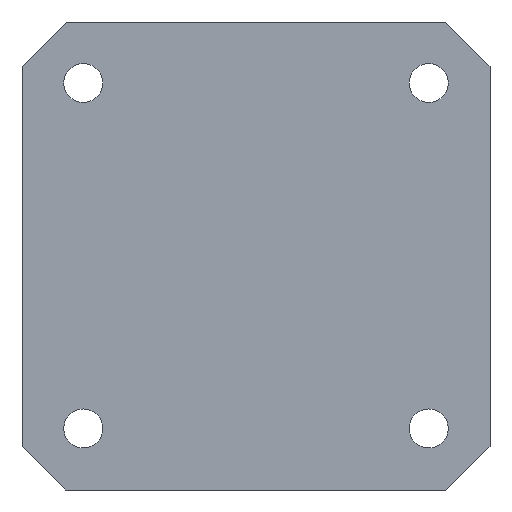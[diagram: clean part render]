
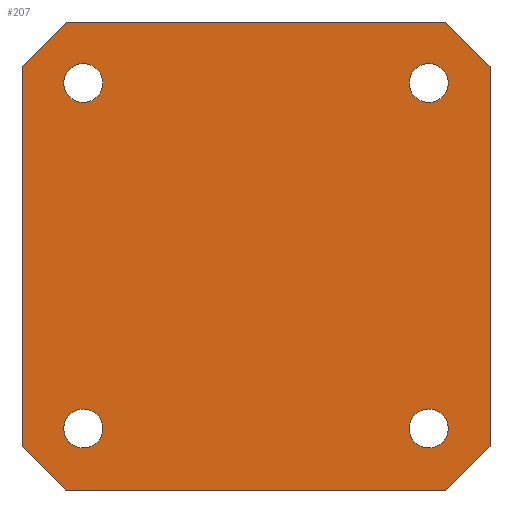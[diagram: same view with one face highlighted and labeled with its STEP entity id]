
A CAD part, front view. The second image highlights one B-rep face of the part: STEP entity #207.
In plain terms, the highlighted planar face has unit normal (0, -1, 0).
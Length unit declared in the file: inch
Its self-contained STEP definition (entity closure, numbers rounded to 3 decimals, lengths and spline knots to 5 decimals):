
#1 = DIRECTION ( 'NONE',  ( 0., 1., 0. ) ) ;
#2 = DIRECTION ( 'NONE',  ( 0.707, 0., -0.707 ) ) ;
#6 = DIRECTION ( 'NONE',  ( 0., 1., 0. ) ) ;
#13 = CARTESIAN_POINT ( 'NONE',  ( 0.21654, 0., -0.21573 ) ) ;
#15 = DIRECTION ( 'NONE',  ( 1., 0., 0. ) ) ;
#17 = EDGE_CURVE ( 'NONE', #232, #126, #193, .T. ) ;
#19 = EDGE_CURVE ( 'NONE', #601, #83, #426, .T. ) ;
#22 = FACE_OUTER_BOUND ( 'NONE', #516, .T. ) ;
#25 = CARTESIAN_POINT ( 'NONE',  ( 0.21654, 0., -0.28462 ) ) ;
#27 = VERTEX_POINT ( 'NONE', #482 ) ;
#32 = ORIENTED_EDGE ( 'NONE', *, *, #42, .T. ) ;
#33 = AXIS2_PLACEMENT_3D ( 'NONE', #13, #532, #386 ) ;
#35 = ORIENTED_EDGE ( 'NONE', *, *, #605, .F. ) ;
#42 = EDGE_CURVE ( 'NONE', #364, #76, #503, .T. ) ;
#49 = CARTESIAN_POINT ( 'NONE',  ( 1.43701, 0., -0.21573 ) ) ;
#52 = CIRCLE ( 'NONE', #116, 0.0689 ) ;
#53 = LINE ( 'NONE', #391, #256 ) ;
#61 = DIRECTION ( 'NONE',  ( 0., 1., 0. ) ) ;
#71 = DIRECTION ( 'NONE',  ( 0., 1., 0. ) ) ;
#72 = FACE_BOUND ( 'NONE', #613, .T. ) ;
#75 = LINE ( 'NONE', #277, #92 ) ;
#76 = VERTEX_POINT ( 'NONE', #143 ) ;
#83 = VERTEX_POINT ( 'NONE', #530 ) ;
#88 = CARTESIAN_POINT ( 'NONE',  ( 0.21654, 0., -1.4362 ) ) ;
#92 = VECTOR ( 'NONE', #313, 39.37008 ) ;
#93 = CARTESIAN_POINT ( 'NONE',  ( 0.74899, 0., 0.74899 ) ) ;
#97 = DIRECTION ( 'NONE',  ( 0.708, 0., 0.706 ) ) ;
#101 = AXIS2_PLACEMENT_3D ( 'NONE', #49, #6, #547 ) ;
#107 = CIRCLE ( 'NONE', #539, 0.0689 ) ;
#116 = AXIS2_PLACEMENT_3D ( 'NONE', #535, #61, #346 ) ;
#117 = VERTEX_POINT ( 'NONE', #379 ) ;
#121 = AXIS2_PLACEMENT_3D ( 'NONE', #88, #283, #141 ) ;
#123 = CARTESIAN_POINT ( 'NONE',  ( 0., 0., 0. ) ) ;
#126 = VERTEX_POINT ( 'NONE', #533 ) ;
#139 = VECTOR ( 'NONE', #553, 39.37008 ) ;
#141 = DIRECTION ( 'NONE',  ( 0., 0., 1. ) ) ;
#143 = CARTESIAN_POINT ( 'NONE',  ( 1.43701, 0., -1.3673 ) ) ;
#147 = CARTESIAN_POINT ( 'NONE',  ( 0., 0., -0.15556 ) ) ;
#150 = LINE ( 'NONE', #213, #231 ) ;
#159 = VERTEX_POINT ( 'NONE', #555 ) ;
#163 = ORIENTED_EDGE ( 'NONE', *, *, #479, .T. ) ;
#166 = CIRCLE ( 'NONE', #33, 0.0689 ) ;
#173 = CARTESIAN_POINT ( 'NONE',  ( 0., 0., 0. ) ) ;
#183 = VECTOR ( 'NONE', #2, 39.37008 ) ;
#189 = CARTESIAN_POINT ( 'NONE',  ( 1.43701, 0., -1.4362 ) ) ;
#193 = CIRCLE ( 'NONE', #101, 0.0689 ) ;
#200 = EDGE_CURVE ( 'NONE', #83, #257, #75, .T. ) ;
#202 = CARTESIAN_POINT ( 'NONE',  ( 1.49777, 0., -1.65354 ) ) ;
#207 = ADVANCED_FACE ( 'NONE', ( #448, #72, #319, #455, #22 ), #270, .F. ) ;
#213 = CARTESIAN_POINT ( 'NONE',  ( -0.74802, 0., -0.73256 ) ) ;
#214 = DIRECTION ( 'NONE',  ( 0.707, 0., 0.707 ) ) ;
#217 = AXIS2_PLACEMENT_3D ( 'NONE', #189, #290, #248 ) ;
#221 = DIRECTION ( 'NONE',  ( 0., 1., 0. ) ) ;
#227 = EDGE_LOOP ( 'NONE', ( #375, #32 ) ) ;
#231 = VECTOR ( 'NONE', #338, 39.37008 ) ;
#232 = VERTEX_POINT ( 'NONE', #365 ) ;
#239 = ORIENTED_EDGE ( 'NONE', *, *, #266, .T. ) ;
#247 = CARTESIAN_POINT ( 'NONE',  ( 0.07778, 0., -0.07778 ) ) ;
#248 = DIRECTION ( 'NONE',  ( 0., 0., 1. ) ) ;
#256 = VECTOR ( 'NONE', #15, 39.37008 ) ;
#257 = VERTEX_POINT ( 'NONE', #326 ) ;
#259 = DIRECTION ( 'NONE',  ( 0., 1., 0. ) ) ;
#260 = ORIENTED_EDGE ( 'NONE', *, *, #615, .T. ) ;
#266 = EDGE_CURVE ( 'NONE', #117, #159, #572, .T. ) ;
#270 = PLANE ( 'NONE',  #279 ) ;
#274 = DIRECTION ( 'NONE',  ( 0., 0., -1. ) ) ;
#277 = CARTESIAN_POINT ( 'NONE',  ( 1.65354, 0., 0. ) ) ;
#278 = VERTEX_POINT ( 'NONE', #376 ) ;
#279 = AXIS2_PLACEMENT_3D ( 'NONE', #123, #221, #403 ) ;
#282 = ORIENTED_EDGE ( 'NONE', *, *, #17, .T. ) ;
#283 = DIRECTION ( 'NONE',  ( 0., 1., 0. ) ) ;
#290 = DIRECTION ( 'NONE',  ( 0., 1., 0. ) ) ;
#298 = CARTESIAN_POINT ( 'NONE',  ( 1.43701, 0., -1.5051 ) ) ;
#299 = LINE ( 'NONE', #247, #442 ) ;
#305 = VERTEX_POINT ( 'NONE', #147 ) ;
#309 = EDGE_CURVE ( 'NONE', #76, #364, #518, .T. ) ;
#313 = DIRECTION ( 'NONE',  ( 0., 0., -1. ) ) ;
#315 = VERTEX_POINT ( 'NONE', #477 ) ;
#318 = ORIENTED_EDGE ( 'NONE', *, *, #587, .T. ) ;
#319 = FACE_BOUND ( 'NONE', #227, .T. ) ;
#326 = CARTESIAN_POINT ( 'NONE',  ( 1.65354, 0., -1.49819 ) ) ;
#334 = EDGE_CURVE ( 'NONE', #478, #257, #336, .T. ) ;
#336 = LINE ( 'NONE', #527, #361 ) ;
#338 = DIRECTION ( 'NONE',  ( 0.7, 0., -0.714 ) ) ;
#346 = DIRECTION ( 'NONE',  ( 0., 0., 1. ) ) ;
#347 = CARTESIAN_POINT ( 'NONE',  ( 1.49798, 0., 0. ) ) ;
#358 = VECTOR ( 'NONE', #274, 39.37008 ) ;
#361 = VECTOR ( 'NONE', #97, 39.37008 ) ;
#364 = VERTEX_POINT ( 'NONE', #298 ) ;
#365 = CARTESIAN_POINT ( 'NONE',  ( 1.43701, 0., -0.28462 ) ) ;
#369 = ORIENTED_EDGE ( 'NONE', *, *, #200, .F. ) ;
#375 = ORIENTED_EDGE ( 'NONE', *, *, #309, .T. ) ;
#376 = CARTESIAN_POINT ( 'NONE',  ( 0.15393, 0., -1.65354 ) ) ;
#379 = CARTESIAN_POINT ( 'NONE',  ( 0.21654, 0., -1.5051 ) ) ;
#386 = DIRECTION ( 'NONE',  ( 0., 0., 1. ) ) ;
#391 = CARTESIAN_POINT ( 'NONE',  ( 0., 0., -1.65354 ) ) ;
#393 = EDGE_CURVE ( 'NONE', #27, #278, #150, .T. ) ;
#395 = EDGE_LOOP ( 'NONE', ( #488, #239 ) ) ;
#397 = CARTESIAN_POINT ( 'NONE',  ( 1.43701, 0., -0.21573 ) ) ;
#399 = CARTESIAN_POINT ( 'NONE',  ( 0., 0., 0. ) ) ;
#402 = CARTESIAN_POINT ( 'NONE',  ( 0.21654, 0., -0.14683 ) ) ;
#403 = DIRECTION ( 'NONE',  ( 0., 0., 1. ) ) ;
#404 = CIRCLE ( 'NONE', #591, 0.0689 ) ;
#406 = DIRECTION ( 'NONE',  ( 0., 0., 1. ) ) ;
#410 = CARTESIAN_POINT ( 'NONE',  ( 0.21654, 0., -0.21573 ) ) ;
#423 = CARTESIAN_POINT ( 'NONE',  ( 1.43701, 0., -1.4362 ) ) ;
#424 = ORIENTED_EDGE ( 'NONE', *, *, #393, .T. ) ;
#426 = LINE ( 'NONE', #93, #183 ) ;
#432 = EDGE_CURVE ( 'NONE', #159, #117, #52, .T. ) ;
#442 = VECTOR ( 'NONE', #214, 39.37008 ) ;
#448 = FACE_BOUND ( 'NONE', #496, .T. ) ;
#455 = FACE_BOUND ( 'NONE', #395, .T. ) ;
#456 = ORIENTED_EDGE ( 'NONE', *, *, #575, .T. ) ;
#464 = ORIENTED_EDGE ( 'NONE', *, *, #334, .T. ) ;
#477 = CARTESIAN_POINT ( 'NONE',  ( 0.15556, 0., 0. ) ) ;
#478 = VERTEX_POINT ( 'NONE', #202 ) ;
#479 = EDGE_CURVE ( 'NONE', #549, #519, #166, .T. ) ;
#481 = DIRECTION ( 'NONE',  ( 0., 0., 1. ) ) ;
#482 = CARTESIAN_POINT ( 'NONE',  ( 0., 0., -1.49636 ) ) ;
#488 = ORIENTED_EDGE ( 'NONE', *, *, #432, .T. ) ;
#496 = EDGE_LOOP ( 'NONE', ( #163, #456 ) ) ;
#503 = CIRCLE ( 'NONE', #217, 0.0689 ) ;
#507 = EDGE_CURVE ( 'NONE', #305, #27, #597, .T. ) ;
#516 = EDGE_LOOP ( 'NONE', ( #570, #35, #603, #424, #260, #464, #369, #531 ) ) ;
#518 = CIRCLE ( 'NONE', #586, 0.0689 ) ;
#519 = VERTEX_POINT ( 'NONE', #25 ) ;
#527 = CARTESIAN_POINT ( 'NONE',  ( 1.57359, 0., -1.57793 ) ) ;
#530 = CARTESIAN_POINT ( 'NONE',  ( 1.65354, 0., -0.15556 ) ) ;
#531 = ORIENTED_EDGE ( 'NONE', *, *, #19, .F. ) ;
#532 = DIRECTION ( 'NONE',  ( 0., 1., 0. ) ) ;
#533 = CARTESIAN_POINT ( 'NONE',  ( 1.43701, 0., -0.14683 ) ) ;
#535 = CARTESIAN_POINT ( 'NONE',  ( 0.21654, 0., -1.4362 ) ) ;
#539 = AXIS2_PLACEMENT_3D ( 'NONE', #397, #259, #481 ) ;
#547 = DIRECTION ( 'NONE',  ( 0., 0., 1. ) ) ;
#549 = VERTEX_POINT ( 'NONE', #402 ) ;
#553 = DIRECTION ( 'NONE',  ( 1., 0., 0. ) ) ;
#555 = CARTESIAN_POINT ( 'NONE',  ( 0.21654, 0., -1.3673 ) ) ;
#557 = LINE ( 'NONE', #173, #139 ) ;
#570 = ORIENTED_EDGE ( 'NONE', *, *, #578, .F. ) ;
#572 = CIRCLE ( 'NONE', #121, 0.0689 ) ;
#575 = EDGE_CURVE ( 'NONE', #519, #549, #404, .T. ) ;
#578 = EDGE_CURVE ( 'NONE', #315, #601, #557, .T. ) ;
#586 = AXIS2_PLACEMENT_3D ( 'NONE', #423, #1, #619 ) ;
#587 = EDGE_CURVE ( 'NONE', #126, #232, #107, .T. ) ;
#591 = AXIS2_PLACEMENT_3D ( 'NONE', #410, #71, #406 ) ;
#597 = LINE ( 'NONE', #399, #358 ) ;
#601 = VERTEX_POINT ( 'NONE', #347 ) ;
#603 = ORIENTED_EDGE ( 'NONE', *, *, #507, .T. ) ;
#605 = EDGE_CURVE ( 'NONE', #305, #315, #299, .T. ) ;
#613 = EDGE_LOOP ( 'NONE', ( #318, #282 ) ) ;
#615 = EDGE_CURVE ( 'NONE', #278, #478, #53, .T. ) ;
#619 = DIRECTION ( 'NONE',  ( 0., 0., 1. ) ) ;
